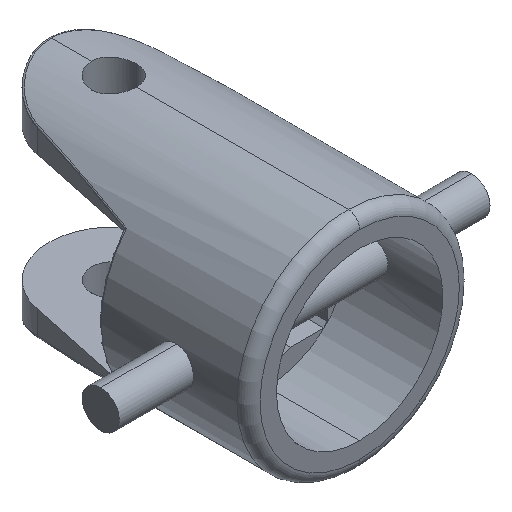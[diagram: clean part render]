
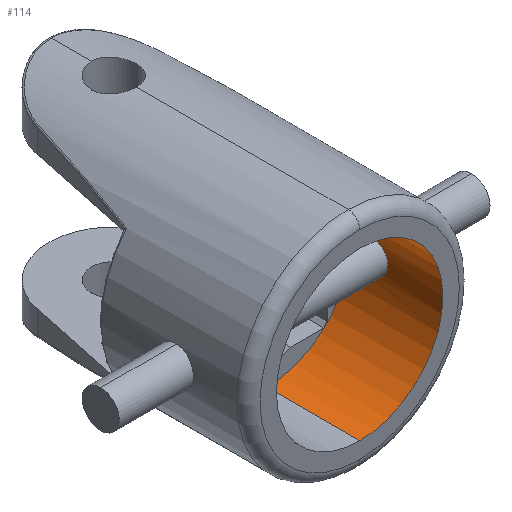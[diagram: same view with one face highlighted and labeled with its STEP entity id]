
A CAD part, isometric view. The second image highlights one B-rep face of the part: STEP entity #114.
In plain terms, the highlighted cylindrical face has radius 8.981 mm (diameter 17.961 mm), a partial arc.
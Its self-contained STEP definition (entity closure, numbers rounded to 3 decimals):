
#47 = EDGE_CURVE ( 'NONE', #892, #1398, #102, .T. ) ;
#61 = CARTESIAN_POINT ( 'NONE',  ( 8.937, 6.144, 0.889 ) ) ;
#102 = B_SPLINE_CURVE_WITH_KNOTS ( 'NONE', 3,
 ( #1587, #1396, #1409, #460, #2161, #2173, #1042, #1031, #1610, #1800, #61, #1811, #1621, #995, #232, #841, #657, #425, #2373, #1197, #1211, #1574, #647, #606, #1430, #2335, #1972, #1385 ),
 .UNSPECIFIED., .F., .F.,
 ( 4, 2, 2, 2, 2, 2, 2, 2, 2, 2, 2, 2, 2, 4 ),
 ( 0.006, 0.007, 0.007, 0.008, 0.008, 0.009, 0.009, 0.01, 0.01, 0.011, 0.011, 0.012, 0.012, 0.013 ),
 .UNSPECIFIED. ) ;
#114 = ADVANCED_FACE ( 'NONE', ( #1443, #1832 ), #2229, .F. ) ;
#116 = VERTEX_POINT ( 'NONE', #349 ) ;
#122 = ORIENTED_EDGE ( 'NONE', *, *, #499, .T. ) ;
#204 = CARTESIAN_POINT ( 'NONE',  ( 8.755, 7.94, 2. ) ) ;
#207 = CARTESIAN_POINT ( 'NONE',  ( 8.77, 8.461, 1.935 ) ) ;
#232 = CARTESIAN_POINT ( 'NONE',  ( 8.978, 5.953, -0.261 ) ) ;
#279 = CARTESIAN_POINT ( 'NONE',  ( 0., 10., 0. ) ) ;
#349 = CARTESIAN_POINT ( 'NONE',  ( 0., 0., 8.981 ) ) ;
#357 = CARTESIAN_POINT ( 'NONE',  ( 8.778, 8.586, -1.897 ) ) ;
#371 = CARTESIAN_POINT ( 'NONE',  ( 8.755, 8.073, -2. ) ) ;
#384 = CARTESIAN_POINT ( 'NONE',  ( 8.799, 8.827, 1.797 ) ) ;
#398 = CARTESIAN_POINT ( 'NONE',  ( 8.778, 8.586, 1.897 ) ) ;
#399 = VERTEX_POINT ( 'NONE', #2478 ) ;
#417 = CARTESIAN_POINT ( 'NONE',  ( 0., 10., 8.981 ) ) ;
#425 = CARTESIAN_POINT ( 'NONE',  ( 8.938, 6.143, -0.887 ) ) ;
#460 = CARTESIAN_POINT ( 'NONE',  ( 8.799, 7.053, 1.797 ) ) ;
#491 = EDGE_CURVE ( 'NONE', #399, #1987, #662, .T. ) ;
#499 = EDGE_CURVE ( 'NONE', #1987, #116, #1354, .T. ) ;
#520 = ORIENTED_EDGE ( 'NONE', *, *, #564, .F. ) ;
#551 = CARTESIAN_POINT ( 'NONE',  ( 8.812, 8.944, 1.734 ) ) ;
#554 = ORIENTED_EDGE ( 'NONE', *, *, #491, .T. ) ;
#563 = CARTESIAN_POINT ( 'NONE',  ( 8.755, 7.94, 2. ) ) ;
#564 = EDGE_CURVE ( 'NONE', #399, #918, #915, .T. ) ;
#577 = CARTESIAN_POINT ( 'NONE',  ( 8.958, 9.838, 0.645 ) ) ;
#583 = AXIS2_PLACEMENT_3D ( 'NONE', #2166, #1815, #1795 ) ;
#592 = CARTESIAN_POINT ( 'NONE',  ( 8.898, 9.538, -1.23 ) ) ;
#606 = CARTESIAN_POINT ( 'NONE',  ( 8.778, 7.292, -1.896 ) ) ;
#647 = CARTESIAN_POINT ( 'NONE',  ( 8.81, 6.931, -1.746 ) ) ;
#657 = CARTESIAN_POINT ( 'NONE',  ( 8.958, 6.042, -0.645 ) ) ;
#662 = LINE ( 'NONE', #1014, #1002 ) ;
#691 = EDGE_CURVE ( 'NONE', #1398, #892, #1308, .T. ) ;
#710 = AXIS2_PLACEMENT_3D ( 'NONE', #1496, #2057, #1098 ) ;
#749 = CARTESIAN_POINT ( 'NONE',  ( 8.839, 9.161, 1.59 ) ) ;
#775 = CARTESIAN_POINT ( 'NONE',  ( 8.966, 9.876, -0.52 ) ) ;
#783 = CARTESIAN_POINT ( 'NONE',  ( 0., 0., -8.981 ) ) ;
#788 = ORIENTED_EDGE ( 'NONE', *, *, #47, .T. ) ;
#836 = DIRECTION ( 'NONE',  ( 0., -1., 0. ) ) ;
#841 = CARTESIAN_POINT ( 'NONE',  ( 8.967, 6.004, -0.518 ) ) ;
#892 = VERTEX_POINT ( 'NONE', #204 ) ;
#915 = CIRCLE ( 'NONE', #710, 8.981 ) ;
#918 = VERTEX_POINT ( 'NONE', #2486 ) ;
#943 = CARTESIAN_POINT ( 'NONE',  ( 8.927, 9.687, 1.009 ) ) ;
#954 = CARTESIAN_POINT ( 'NONE',  ( 8.839, 9.16, -1.59 ) ) ;
#967 = CARTESIAN_POINT ( 'NONE',  ( 8.758, 8.203, -1.987 ) ) ;
#982 = CARTESIAN_POINT ( 'NONE',  ( 8.958, 9.837, -0.647 ) ) ;
#995 = CARTESIAN_POINT ( 'NONE',  ( 8.981, 5.94, -0.131 ) ) ;
#996 = CARTESIAN_POINT ( 'NONE',  ( 8.755, 7.94, -2. ) ) ;
#1002 = VECTOR ( 'NONE', #836, 1000. ) ;
#1014 = CARTESIAN_POINT ( 'NONE',  ( 0., 10., -8.981 ) ) ;
#1031 = CARTESIAN_POINT ( 'NONE',  ( 8.883, 6.434, 1.323 ) ) ;
#1042 = CARTESIAN_POINT ( 'NONE',  ( 8.854, 6.619, 1.507 ) ) ;
#1066 = DIRECTION ( 'NONE',  ( 0., -1., 0. ) ) ;
#1098 = DIRECTION ( 'NONE',  ( 0., 0., -1. ) ) ;
#1172 = CARTESIAN_POINT ( 'NONE',  ( 8.755, 8.071, 2. ) ) ;
#1185 = CARTESIAN_POINT ( 'NONE',  ( 8.854, 9.261, 1.507 ) ) ;
#1197 = CARTESIAN_POINT ( 'NONE',  ( 8.898, 6.349, -1.22 ) ) ;
#1203 = DIRECTION ( 'NONE',  ( 0., -1., 0. ) ) ;
#1211 = CARTESIAN_POINT ( 'NONE',  ( 8.883, 6.433, -1.322 ) ) ;
#1308 = B_SPLINE_CURVE_WITH_KNOTS ( 'NONE', 3,
 ( #996, #371, #967, #2093, #357, #2503, #2337, #954, #1738, #592, #1355, #982, #775, #1930, #1369, #2134, #2080, #2106, #577, #943, #2118, #1185, #749, #551, #384, #398, #207, #1561, #1172, #563 ),
 .UNSPECIFIED., .F., .F.,
 ( 4, 2, 2, 2, 2, 2, 2, 2, 2, 2, 2, 2, 2, 2, 4 ),
 ( 0., 0., 0.001, 0.001, 0.002, 0.002, 0.003, 0.003, 0.004, 0.004, 0.005, 0.005, 0.005, 0.006, 0.006 ),
 .UNSPECIFIED. ) ;
#1354 = CIRCLE ( 'NONE', #583, 8.981 ) ;
#1355 = CARTESIAN_POINT ( 'NONE',  ( 8.927, 9.687, -1.007 ) ) ;
#1369 = CARTESIAN_POINT ( 'NONE',  ( 8.981, 9.94, -0.132 ) ) ;
#1385 = CARTESIAN_POINT ( 'NONE',  ( 8.755, 7.94, -2. ) ) ;
#1396 = CARTESIAN_POINT ( 'NONE',  ( 8.755, 7.679, 2. ) ) ;
#1398 = VERTEX_POINT ( 'NONE', #1612 ) ;
#1409 = CARTESIAN_POINT ( 'NONE',  ( 8.768, 7.415, 1.947 ) ) ;
#1430 = CARTESIAN_POINT ( 'NONE',  ( 8.77, 7.419, -1.935 ) ) ;
#1443 = FACE_OUTER_BOUND ( 'NONE', #2418, .T. ) ;
#1489 = ORIENTED_EDGE ( 'NONE', *, *, #2404, .F. ) ;
#1496 = CARTESIAN_POINT ( 'NONE',  ( 0., 10., 0. ) ) ;
#1561 = CARTESIAN_POINT ( 'NONE',  ( 8.758, 8.204, 1.987 ) ) ;
#1574 = CARTESIAN_POINT ( 'NONE',  ( 8.839, 6.709, -1.597 ) ) ;
#1587 = CARTESIAN_POINT ( 'NONE',  ( 8.755, 7.94, 2. ) ) ;
#1610 = CARTESIAN_POINT ( 'NONE',  ( 8.898, 6.35, 1.22 ) ) ;
#1612 = CARTESIAN_POINT ( 'NONE',  ( 8.755, 7.94, -2. ) ) ;
#1621 = CARTESIAN_POINT ( 'NONE',  ( 8.981, 5.94, 0.265 ) ) ;
#1732 = ORIENTED_EDGE ( 'NONE', *, *, #691, .T. ) ;
#1738 = CARTESIAN_POINT ( 'NONE',  ( 8.854, 9.263, -1.506 ) ) ;
#1795 = DIRECTION ( 'NONE',  ( 0., 0., -1. ) ) ;
#1800 = CARTESIAN_POINT ( 'NONE',  ( 8.925, 6.205, 1.004 ) ) ;
#1811 = CARTESIAN_POINT ( 'NONE',  ( 8.969, 5.992, 0.525 ) ) ;
#1815 = DIRECTION ( 'NONE',  ( 0., -1., 0. ) ) ;
#1832 = FACE_BOUND ( 'NONE', #2123, .T. ) ;
#1930 = CARTESIAN_POINT ( 'NONE',  ( 8.978, 9.927, -0.262 ) ) ;
#1972 = CARTESIAN_POINT ( 'NONE',  ( 8.755, 7.807, -2. ) ) ;
#1987 = VERTEX_POINT ( 'NONE', #783 ) ;
#2049 = VECTOR ( 'NONE', #1203, 1000. ) ;
#2057 = DIRECTION ( 'NONE',  ( 0., -1., 0. ) ) ;
#2080 = CARTESIAN_POINT ( 'NONE',  ( 8.978, 9.927, 0.263 ) ) ;
#2093 = CARTESIAN_POINT ( 'NONE',  ( 8.77, 8.459, -1.936 ) ) ;
#2106 = CARTESIAN_POINT ( 'NONE',  ( 8.966, 9.876, 0.52 ) ) ;
#2118 = CARTESIAN_POINT ( 'NONE',  ( 8.898, 9.54, 1.229 ) ) ;
#2123 = EDGE_LOOP ( 'NONE', ( #1732, #788 ) ) ;
#2134 = CARTESIAN_POINT ( 'NONE',  ( 8.981, 9.94, 0.13 ) ) ;
#2152 = LINE ( 'NONE', #417, #2049 ) ;
#2161 = CARTESIAN_POINT ( 'NONE',  ( 8.812, 6.937, 1.735 ) ) ;
#2166 = CARTESIAN_POINT ( 'NONE',  ( 0., 0., 0. ) ) ;
#2173 = CARTESIAN_POINT ( 'NONE',  ( 8.839, 6.719, 1.59 ) ) ;
#2205 = DIRECTION ( 'NONE',  ( 0., 0., -1. ) ) ;
#2229 = CYLINDRICAL_SURFACE ( 'NONE', #2394, 8.981 ) ;
#2335 = CARTESIAN_POINT ( 'NONE',  ( 8.758, 7.677, -1.987 ) ) ;
#2337 = CARTESIAN_POINT ( 'NONE',  ( 8.812, 8.943, -1.735 ) ) ;
#2373 = CARTESIAN_POINT ( 'NONE',  ( 8.925, 6.204, -1.002 ) ) ;
#2394 = AXIS2_PLACEMENT_3D ( 'NONE', #279, #1066, #2205 ) ;
#2404 = EDGE_CURVE ( 'NONE', #918, #116, #2152, .T. ) ;
#2418 = EDGE_LOOP ( 'NONE', ( #1489, #520, #554, #122 ) ) ;
#2478 = CARTESIAN_POINT ( 'NONE',  ( 0., 10., -8.981 ) ) ;
#2486 = CARTESIAN_POINT ( 'NONE',  ( 0., 10., 8.981 ) ) ;
#2503 = CARTESIAN_POINT ( 'NONE',  ( 8.799, 8.828, -1.797 ) ) ;
